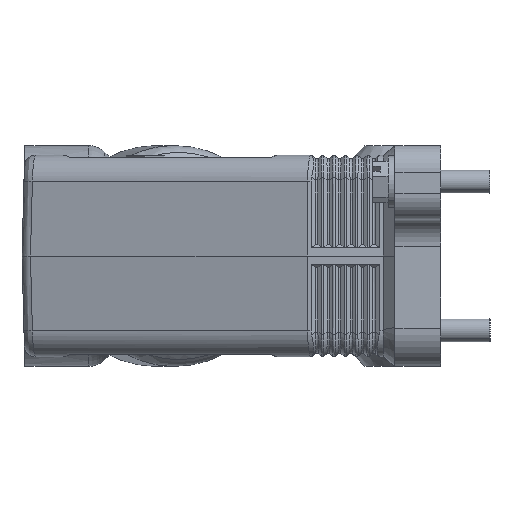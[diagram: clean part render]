
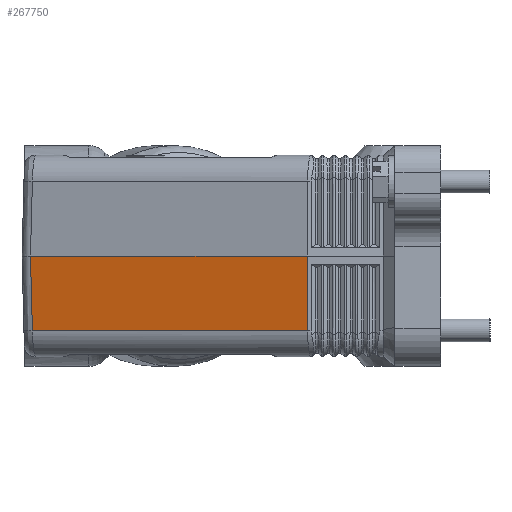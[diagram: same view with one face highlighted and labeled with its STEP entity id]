
A CAD part, left-side view. The second image highlights one B-rep face of the part: STEP entity #267750.
In plain terms, the highlighted planar face has unit normal (-0.966, 0.259, -0.026).
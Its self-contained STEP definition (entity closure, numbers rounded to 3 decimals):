
#71840=CARTESIAN_POINT('',(-92.114,104.071,13.));
#71850=VERTEX_POINT('',#71840);
#71880=CARTESIAN_POINT('',(-91.719,103.556,
-6.683));
#71890=CARTESIAN_POINT('',(-91.721,103.559,
-6.562));
#71900=CARTESIAN_POINT('',(-91.724,103.562,
-6.44));
#71910=CARTESIAN_POINT('',(-91.876,103.76,
1.121));
#71920=CARTESIAN_POINT('',(-92.025,103.955,
8.559));
#71930=CARTESIAN_POINT('',(-92.175,104.15,
15.998));
#71940=B_SPLINE_CURVE_WITH_KNOTS('',3,(#71880,#71890,#71900,#71910,
#71920,#71930),.UNSPECIFIED.,.F.,.F.,(4,2,4),(0.,0.365,
22.694),.UNSPECIFIED.);
#71950=CARTESIAN_POINT('',(-91.719,103.556,
-6.683));
#71960=VERTEX_POINT('',#71950);
#71970=EDGE_CURVE('',#71960,#71850,#71940,.T.);
#175900=CARTESIAN_POINT('',(-111.615,31.294,13.));
#175910=VERTEX_POINT('',#175900);
#267470=CARTESIAN_POINT('',(-90.861,106.118,
-12.991));
#267480=DIRECTION('',(0.966,-0.259,
0.026));
#267490=DIRECTION('',(0.259,0.966,0.));
#267500=AXIS2_PLACEMENT_3D('',#267470,#267480,#267490);
#267510=PLANE('',#267500);
#267520=ORIENTED_EDGE('',*,*,#71970,.F.);
#267530=CARTESIAN_POINT('',(-120.,0.,13.));
#267540=DIRECTION('',(-0.259,-0.966,0.));
#267550=VECTOR('',#267540,1.);
#267560=LINE('',#267530,#267550);
#267570=EDGE_CURVE('',#71850,#175910,#267560,.T.);
#267580=ORIENTED_EDGE('',*,*,#267570,.F.);
#267590=CARTESIAN_POINT('',(-112.296,31.384,39.));
#267600=DIRECTION('',(0.026,-0.003,
-1.));
#267610=VECTOR('',#267600,1.);
#267620=LINE('',#267590,#267610);
#267630=CARTESIAN_POINT('',(-111.1,31.226,
-6.683));
#267640=VERTEX_POINT('',#267630);
#267650=EDGE_CURVE('',#175910,#267640,#267620,.T.);
#267660=ORIENTED_EDGE('',*,*,#267650,.F.);
#267670=CARTESIAN_POINT('',(-118.981,1.811,
-6.683));
#267680=DIRECTION('',(0.259,0.966,0.));
#267690=VECTOR('',#267680,1.);
#267700=LINE('',#267670,#267690);
#267710=EDGE_CURVE('',#267640,#71960,#267700,.T.);
#267720=ORIENTED_EDGE('',*,*,#267710,.F.);
#267730=EDGE_LOOP('',(#267720,#267660,#267580,#267520));
#267740=FACE_OUTER_BOUND('',#267730,.T.);
#267750=ADVANCED_FACE('',(#267740),#267510,.F.);
